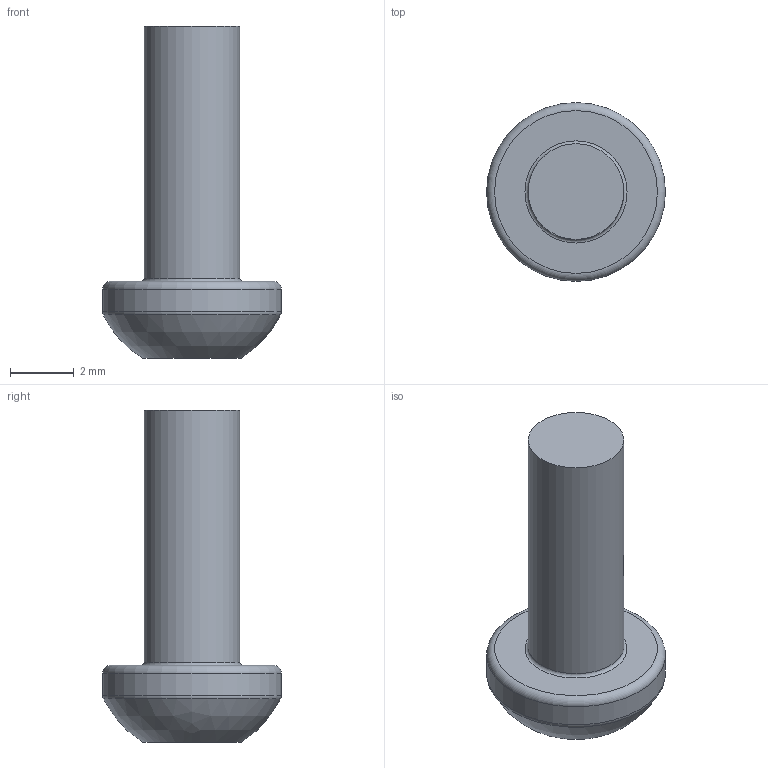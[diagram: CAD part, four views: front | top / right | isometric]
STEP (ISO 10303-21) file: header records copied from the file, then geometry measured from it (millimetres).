
FILE_DESCRIPTION(/* description */ (''),/* implementation_level */ '2;1');
FILE_NAME(/* name */ '2957500 Vis TCB D 3.5 x 8 hexalobes acier zingué.stp',/* time_stamp */ '2020-04-19T11:47:10-04:00',/* author */ ('huesof'),/* organization */ (''),/* preprocessor_version */ 'ST-DEVELOPER v18',/* originating_system */ 'Autodesk Inventor 2020',/* authorisation */ '');
FILE_SCHEMA (('AP203_CONFIGURATION_CONTROLLED_3D_DESIGN_OF_MECHANICAL_PARTS_AND_ASSEMBLIES_MIM_LF { 1 0 10303 203 3 1 4 }','AUTOMOTIVE_DESIGN { 1 0 10303 214 3 1 1 }'));
Length unit declared in the file: millimetre
Products named in the file (1): 2957500 Vis TCB D 3.5 x 8 hexalobes acier zingué
Bounding box: 5.6 x 5.6 x 10.4 mm (x, y, z)
Volume: 99.9 mm3; surface area: 159.8 mm2
Topology: 1 solids, 1 shells, 28 faces, 73 edges, 48 vertices
Faces by surface type: cylinder 14, plane 9, torus 3, sphere 1, cone 1
Full cylindrical faces by diameter (mm): 3 x1, 5.6 x1
Entity records: 935 total; most frequent: DIRECTION 187, CARTESIAN_POINT 149, ORIENTED_EDGE 144, AXIS2_PLACEMENT_3D 86, EDGE_CURVE 72, CIRCLE 57, VERTEX_POINT 48, EDGE_LOOP 30
